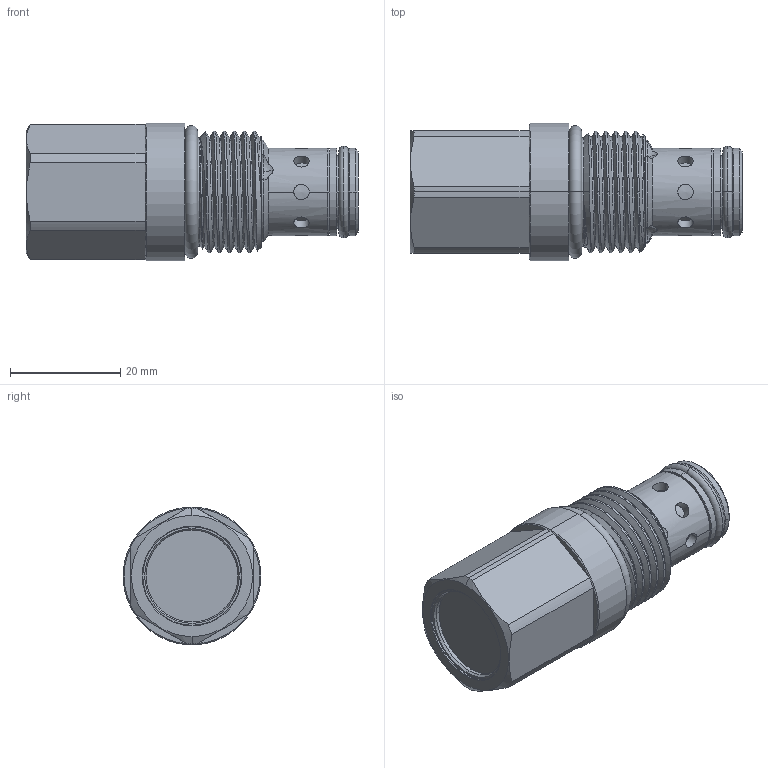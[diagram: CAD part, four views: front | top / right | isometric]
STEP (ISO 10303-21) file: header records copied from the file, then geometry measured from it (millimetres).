
FILE_DESCRIPTION (( 'STEP AP203' ), '1' );
FILE_NAME ('RP10W20-8.STEP', '2024-01-17T08:07:06', ( '' ), ( '' ), 'SwSTEP 2.0', 'SolidWorks 2018', '' );
FILE_SCHEMA (( 'CONFIG_CONTROL_DESIGN' ));
Length unit declared in the file: millimetre
Products named in the file (1): RP10W20-8
Bounding box: 60.22 x 25 x 25 mm (x, y, z)
Volume: 20570.1 mm3; surface area: 6198.3 mm2
Topology: 2 solids, 2 shells, 142 faces, 325 edges, 199 vertices
Faces by surface type: cylinder 61, cone 37, plane 23, torus 12, sphere 6, bspline 3
Entity records: 6149 total; most frequent: CARTESIAN_POINT 2994, ORIENTED_EDGE 646, DIRECTION 640, EDGE_CURVE 323, AXIS2_PLACEMENT_3D 272, VERTEX_POINT 199, EDGE_LOOP 158, ADVANCED_FACE 142
